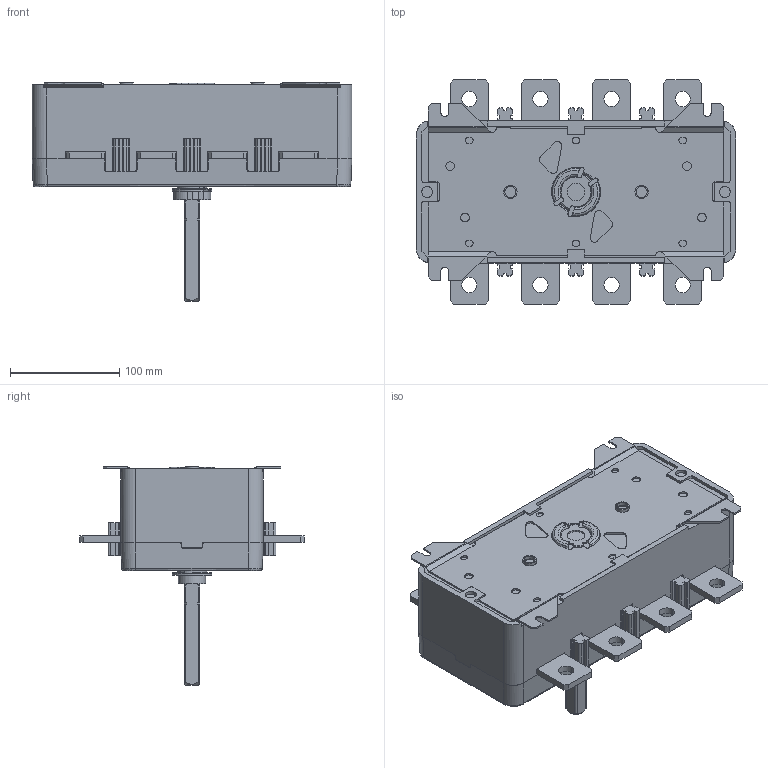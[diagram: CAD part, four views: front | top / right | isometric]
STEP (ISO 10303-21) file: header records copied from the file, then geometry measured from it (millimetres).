
FILE_DESCRIPTION(('Creo Elements/Direct Modeling STEP Export'),'2;1');
FILE_NAME('DMV-1000.stp','2012-06-28T12:08:48',(''),(''),'Creo Elements/Direct Modeling STEP processor for AP214 (Solid Model)','Creo Elements/Direct Modeling 17.0C 05-Feb-2011 (C) Parametric Technology GmbH','');
FILE_SCHEMA(('AUTOMOTIVE_DESIGN { 1 0 10303 214 1 1 1 1 }'));
Length unit declared in the file: millimetre
Products named in the file (2): bak
Assembly tree (1 placements, depth 2):
  bak
    bak
Bounding box: 292 x 205 x 199.75 mm (x, y, z)
Volume: 3549399.8 mm3; surface area: 271027.9 mm2
Topology: 1 solids, 61 shells, 1404 faces, 3682 edges, 2436 vertices
Faces by surface type: plane 814, cylinder 480, torus 66, cone 36, bspline 4, extrusion 4
Entity records: 53809 total; most frequent: CARTESIAN_POINT 12112, ORIENTED_EDGE 7364, DIRECTION 6480, EDGE_CURVE 3682, VERTEX_POINT 2436, VECTOR 2304, LINE 2300, AXIS2_PLACEMENT_3D 2088
